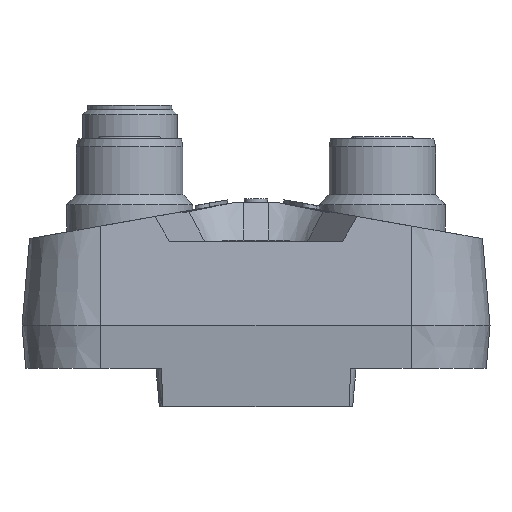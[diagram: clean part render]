
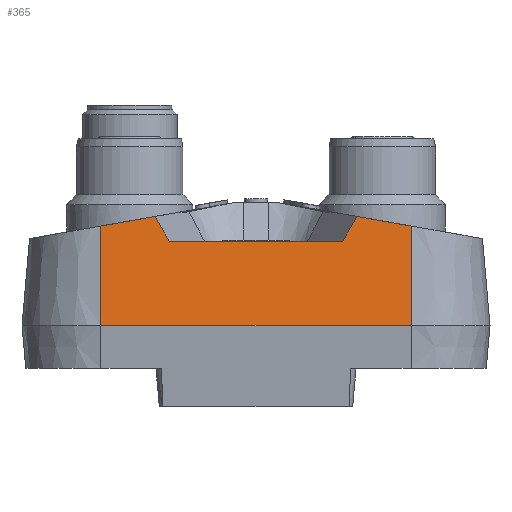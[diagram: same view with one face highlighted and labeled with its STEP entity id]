
A CAD part, front view. The second image highlights one B-rep face of the part: STEP entity #365.
In plain terms, the highlighted planar face has unit normal (0, -0.996, 0.087).
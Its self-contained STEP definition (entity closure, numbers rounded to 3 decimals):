
#365 = ADVANCED_FACE( '', ( #1093 ), #1094, .T. );
#1093 = FACE_OUTER_BOUND( '', #1845, .T. );
#1094 = PLANE( '', #1846 );
#1845 = EDGE_LOOP( '', ( #3954, #3955, #3956, #3957, #3958, #3959, #3960, #3961 ) );
#1846 = AXIS2_PLACEMENT_3D( '', #3962, #3963, #3964 );
#3954 = ORIENTED_EDGE( '', *, *, #4402, .F. );
#3955 = ORIENTED_EDGE( '', *, *, #4772, .F. );
#3956 = ORIENTED_EDGE( '', *, *, #4786, .T. );
#3957 = ORIENTED_EDGE( '', *, *, #4362, .T. );
#3958 = ORIENTED_EDGE( '', *, *, #4784, .F. );
#3959 = ORIENTED_EDGE( '', *, *, #4769, .F. );
#3960 = ORIENTED_EDGE( '', *, *, #4407, .F. );
#3961 = ORIENTED_EDGE( '', *, *, #4396, .F. );
#3962 = CARTESIAN_POINT( '', ( -19.65, 0., 0. ) );
#3963 = DIRECTION( '', ( 0., -0.996, 0.087 ) );
#3964 = DIRECTION( '', ( 0., -0.087, -0.996 ) );
#4362 = EDGE_CURVE( '', #5189, #5196, #5198, .T. );
#4396 = EDGE_CURVE( '', #5255, #5256, #5257, .F. );
#4402 = EDGE_CURVE( '', #5267, #5255, #5268, .F. );
#4407 = EDGE_CURVE( '', #5256, #5276, #5277, .F. );
#4769 = EDGE_CURVE( '', #5276, #5877, #5878, .F. );
#4772 = EDGE_CURVE( '', #5882, #5267, #5883, .F. );
#4784 = EDGE_CURVE( '', #5877, #5196, #5900, .T. );
#4786 = EDGE_CURVE( '', #5882, #5189, #5902, .T. );
#5189 = VERTEX_POINT( '', #6464 );
#5196 = VERTEX_POINT( '', #6479 );
#5198 = LINE( '', #6482, #6483 );
#5255 = VERTEX_POINT( '', #6565 );
#5256 = VERTEX_POINT( '', #6566 );
#5257 = LINE( '', #6567, #6568 );
#5267 = VERTEX_POINT( '', #6581 );
#5268 = LINE( '', #6582, #6583 );
#5276 = VERTEX_POINT( '', #6595 );
#5277 = LINE( '', #6596, #6597 );
#5877 = VERTEX_POINT( '', #7373 );
#5878 = LINE( '', #7374, #7375 );
#5882 = VERTEX_POINT( '', #7380 );
#5883 = LINE( '', #7381, #7382 );
#5900 = LINE( '', #7408, #7409 );
#5902 = LINE( '', #7411, #7412 );
#6464 = CARTESIAN_POINT( '', ( -19.65, 0., 0. ) );
#6479 = CARTESIAN_POINT( '', ( 19.65, 0., 0. ) );
#6482 = CARTESIAN_POINT( '', ( -19.65, 0., 0. ) );
#6483 = VECTOR( '', #7826, 1000. );
#6565 = CARTESIAN_POINT( '', ( -10.98, 0.932, 10.65 ) );
#6566 = CARTESIAN_POINT( '', ( 10.98, 0.932, 10.65 ) );
#6567 = CARTESIAN_POINT( '', ( -19.65, 0.932, 10.65 ) );
#6568 = VECTOR( '', #7894, 1000. );
#6581 = CARTESIAN_POINT( '', ( -12.816, 1.205, 13.775 ) );
#6582 = CARTESIAN_POINT( '', ( -8.531, 0.567, 6.481 ) );
#6583 = VECTOR( '', #7904, 1000. );
#6595 = CARTESIAN_POINT( '', ( 12.816, 1.205, 13.775 ) );
#6596 = CARTESIAN_POINT( '', ( -1.492, -0.926, -10.584 ) );
#6597 = VECTOR( '', #7909, 1000. );
#7373 = CARTESIAN_POINT( '', ( 19.65, 1.1, 12.57 ) );
#7374 = CARTESIAN_POINT( '', ( -16.291, 1.654, 18.907 ) );
#7375 = VECTOR( '', #8641, 1000. );
#7380 = CARTESIAN_POINT( '', ( -19.65, 1.1, 12.57 ) );
#7381 = CARTESIAN_POINT( '', ( -21.816, 1.066, 12.188 ) );
#7382 = VECTOR( '', #8646, 1000. );
#7408 = CARTESIAN_POINT( '', ( 19.65, 0., 0. ) );
#7409 = VECTOR( '', #8662, 1000. );
#7411 = CARTESIAN_POINT( '', ( -19.65, 0., 0. ) );
#7412 = VECTOR( '', #8666, 1000. );
#7826 = DIRECTION( '', ( 1., 0., 0. ) );
#7894 = DIRECTION( '', ( -1., 0., 0. ) );
#7904 = DIRECTION( '', ( -0.505, 0.075, 0.86 ) );
#7909 = DIRECTION( '', ( -0.505, -0.075, -0.86 ) );
#8641 = DIRECTION( '', ( -0.985, 0.015, 0.174 ) );
#8646 = DIRECTION( '', ( -0.985, -0.015, -0.174 ) );
#8662 = DIRECTION( '', ( 0., -0.087, -0.996 ) );
#8666 = DIRECTION( '', ( 0., -0.087, -0.996 ) );
